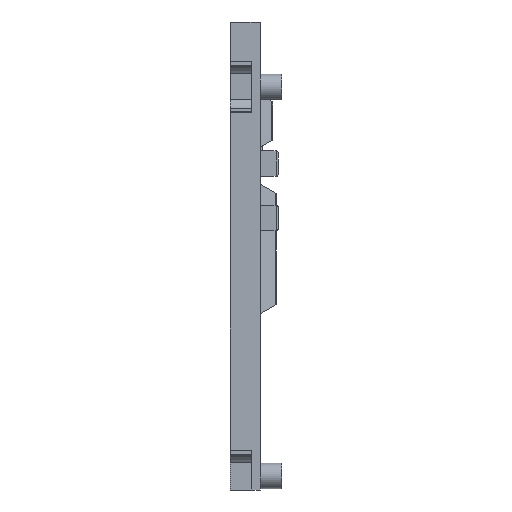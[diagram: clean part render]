
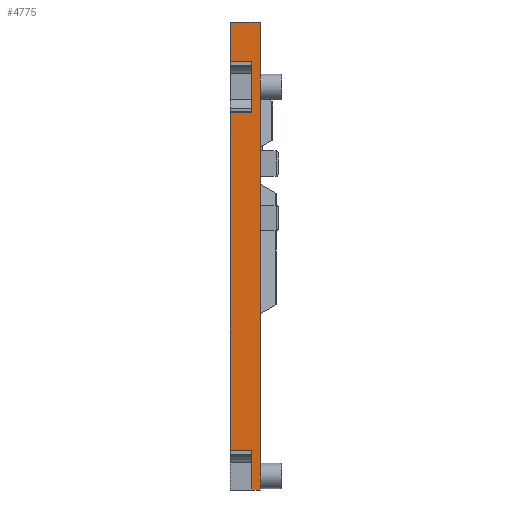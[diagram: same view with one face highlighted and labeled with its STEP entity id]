
A CAD part, left-side view. The second image highlights one B-rep face of the part: STEP entity #4775.
In plain terms, the highlighted planar face has unit normal (-1, 0, 0).
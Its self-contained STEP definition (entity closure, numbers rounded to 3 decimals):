
#9=DIRECTION('',(0.,0.,1.));
#10=VECTOR('',#9,110.);
#11=CARTESIAN_POINT('',(-43.,-1.,-54.996));
#12=LINE('',#11,#10);
#1180=DIRECTION('',(0.,0.,1.));
#1181=VECTOR('',#1180,9.32);
#1182=CARTESIAN_POINT('',(-43.,1.,-54.996));
#1183=LINE('',#1182,#1181);
#1184=DIRECTION('',(0.,-1.,0.));
#1185=VECTOR('',#1184,5.);
#1186=CARTESIAN_POINT('',(-43.,6.,-45.676));
#1187=LINE('',#1186,#1185);
#1188=DIRECTION('',(0.,-1.,0.));
#1189=VECTOR('',#1188,5.);
#1190=CARTESIAN_POINT('',(-43.,6.,33.76));
#1191=LINE('',#1190,#1189);
#1192=DIRECTION('',(0.,0.,1.));
#1193=VECTOR('',#1192,12.);
#1194=CARTESIAN_POINT('',(-43.,1.,33.76));
#1195=LINE('',#1194,#1193);
#1196=DIRECTION('',(0.,-1.,0.));
#1197=VECTOR('',#1196,5.);
#1198=CARTESIAN_POINT('',(-43.,6.,45.76));
#1199=LINE('',#1198,#1197);
#1200=DIRECTION('',(0.,-1.,0.));
#1201=VECTOR('',#1200,7.);
#1202=CARTESIAN_POINT('',(-43.,6.,55.004));
#1203=LINE('',#1202,#1201);
#1204=DIRECTION('',(0.,1.,0.));
#1205=VECTOR('',#1204,2.);
#1206=CARTESIAN_POINT('',(-43.,-1.,-54.996));
#1207=LINE('',#1206,#1205);
#1232=DIRECTION('',(0.,0.,1.));
#1233=VECTOR('',#1232,9.244);
#1234=CARTESIAN_POINT('',(-43.,6.,45.76));
#1235=LINE('',#1234,#1233);
#1240=DIRECTION('',(0.,0.,1.));
#1241=VECTOR('',#1240,79.436);
#1242=CARTESIAN_POINT('',(-43.,6.,-45.676));
#1243=LINE('',#1242,#1241);
#2545=CARTESIAN_POINT('',(-43.,-1.,-54.996));
#2546=CARTESIAN_POINT('',(-43.,-1.,55.004));
#2547=VERTEX_POINT('',#2545);
#2548=VERTEX_POINT('',#2546);
#2551=CARTESIAN_POINT('',(-43.,6.,55.004));
#2553=VERTEX_POINT('',#2551);
#2869=CARTESIAN_POINT('',(-43.,1.,-54.996));
#2870=CARTESIAN_POINT('',(-43.,1.,-45.676));
#2871=VERTEX_POINT('',#2869);
#2872=VERTEX_POINT('',#2870);
#2873=CARTESIAN_POINT('',(-43.,1.,33.76));
#2874=CARTESIAN_POINT('',(-43.,1.,45.76));
#2875=VERTEX_POINT('',#2873);
#2876=VERTEX_POINT('',#2874);
#2879=CARTESIAN_POINT('',(-43.,6.,-45.676));
#2880=CARTESIAN_POINT('',(-43.,6.,33.76));
#2881=VERTEX_POINT('',#2879);
#2882=VERTEX_POINT('',#2880);
#2895=CARTESIAN_POINT('',(-43.,6.,45.76));
#2896=VERTEX_POINT('',#2895);
#4753=CARTESIAN_POINT('',(-43.,-1.,-54.996));
#4754=DIRECTION('',(-1.,0.,0.));
#4755=DIRECTION('',(0.,0.,1.));
#4756=AXIS2_PLACEMENT_3D('',#4753,#4754,#4755);
#4757=PLANE('',#4756);
#4758=ORIENTED_EDGE('',*,*,#3764,.T.);
#4760=ORIENTED_EDGE('',*,*,#4759,.F.);
#4762=ORIENTED_EDGE('',*,*,#4761,.T.);
#4764=ORIENTED_EDGE('',*,*,#4763,.T.);
#4765=ORIENTED_EDGE('',*,*,#3756,.T.);
#4767=ORIENTED_EDGE('',*,*,#4766,.F.);
#4769=ORIENTED_EDGE('',*,*,#4768,.T.);
#4770=ORIENTED_EDGE('',*,*,#4124,.T.);
#4771=ORIENTED_EDGE('',*,*,#3300,.F.);
#4772=ORIENTED_EDGE('',*,*,#4672,.T.);
#4773=EDGE_LOOP('',(#4758,#4760,#4762,#4764,#4765,#4767,#4769,#4770,#4771,
#4772));
#4774=FACE_OUTER_BOUND('',#4773,.F.);
#3300=EDGE_CURVE('',#2547,#2548,#12,.T.);
#3756=EDGE_CURVE('',#2875,#2876,#1195,.T.);
#3764=EDGE_CURVE('',#2871,#2872,#1183,.T.);
#4124=EDGE_CURVE('',#2553,#2548,#1203,.T.);
#4672=EDGE_CURVE('',#2547,#2871,#1207,.T.);
#4759=EDGE_CURVE('',#2881,#2872,#1187,.T.);
#4761=EDGE_CURVE('',#2881,#2882,#1243,.T.);
#4763=EDGE_CURVE('',#2882,#2875,#1191,.T.);
#4766=EDGE_CURVE('',#2896,#2876,#1199,.T.);
#4768=EDGE_CURVE('',#2896,#2553,#1235,.T.);
#4775=ADVANCED_FACE('',(#4774),#4757,.T.);
